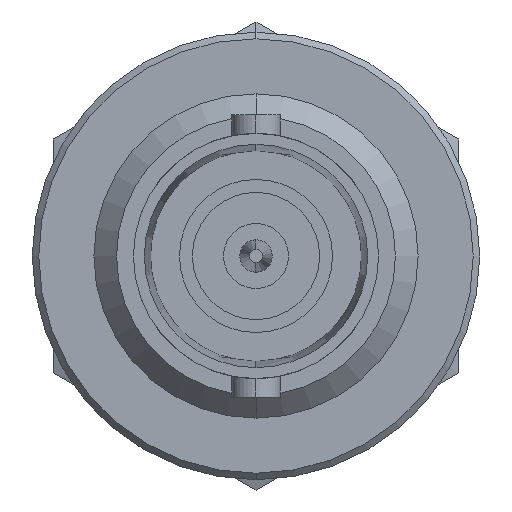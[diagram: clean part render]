
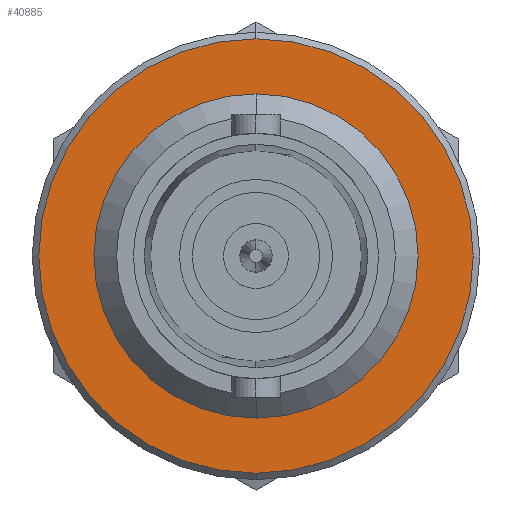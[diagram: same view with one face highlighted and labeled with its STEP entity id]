
A CAD part, left-side view. The second image highlights one B-rep face of the part: STEP entity #40885.
In plain terms, the highlighted planar face has unit normal (-1, 0, 0).
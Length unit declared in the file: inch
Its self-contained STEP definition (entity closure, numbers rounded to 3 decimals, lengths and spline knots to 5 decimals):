
#280 = ORIENTED_EDGE ( 'NONE', *, *, #36061, .T. ) ;
#294 = FACE_OUTER_BOUND ( 'NONE', #30433, .T. ) ;
#940 = CARTESIAN_POINT ( 'NONE',  ( 0.82873, 0., 0. ) ) ;
#946 = VERTEX_POINT ( 'NONE', #25779 ) ;
#1933 = EDGE_LOOP ( 'NONE', ( #15905, #23088 ) ) ;
#2220 = DIRECTION ( 'NONE',  ( -1., 0., 0. ) ) ;
#8714 = CARTESIAN_POINT ( 'NONE',  ( 0.82873, 0., 0. ) ) ;
#9892 = CARTESIAN_POINT ( 'NONE',  ( 0.82873, 0., 0. ) ) ;
#10094 = FACE_BOUND ( 'NONE', #1933, .T. ) ;
#10222 = EDGE_CURVE ( 'NONE', #28198, #946, #22989, .T. ) ;
#10746 = PLANE ( 'NONE',  #12163 ) ;
#10846 = ORIENTED_EDGE ( 'NONE', *, *, #10222, .T. ) ;
#12163 = AXIS2_PLACEMENT_3D ( 'NONE', #940, #40809, #24048 ) ;
#12342 = DIRECTION ( 'NONE',  ( 0., 0., 1. ) ) ;
#12870 = AXIS2_PLACEMENT_3D ( 'NONE', #8714, #2220, #41947 ) ;
#13204 = VERTEX_POINT ( 'NONE', #37716 ) ;
#15905 = ORIENTED_EDGE ( 'NONE', *, *, #26826, .F. ) ;
#16481 = AXIS2_PLACEMENT_3D ( 'NONE', #22049, #22330, #12342 ) ;
#19514 = CARTESIAN_POINT ( 'NONE',  ( 0.82873, 0., 0. ) ) ;
#22049 = CARTESIAN_POINT ( 'NONE',  ( 0.82873, 0., 0. ) ) ;
#22062 = CIRCLE ( 'NONE', #40921, 0.335 ) ;
#22330 = DIRECTION ( 'NONE',  ( -1., 0., 0. ) ) ;
#22989 = CIRCLE ( 'NONE', #38765, 0.335 ) ;
#23088 = ORIENTED_EDGE ( 'NONE', *, *, #28060, .F. ) ;
#23660 = CIRCLE ( 'NONE', #12870, 0.25 ) ;
#24048 = DIRECTION ( 'NONE',  ( 0., 0., 1. ) ) ;
#25779 = CARTESIAN_POINT ( 'NONE',  ( 0.82873, 0., 0.335 ) ) ;
#26390 = VERTEX_POINT ( 'NONE', #30025 ) ;
#26826 = EDGE_CURVE ( 'NONE', #13204, #26390, #39201, .T. ) ;
#28060 = EDGE_CURVE ( 'NONE', #26390, #13204, #23660, .T. ) ;
#28198 = VERTEX_POINT ( 'NONE', #38754 ) ;
#29849 = DIRECTION ( 'NONE',  ( 0., 0., 1. ) ) ;
#30025 = CARTESIAN_POINT ( 'NONE',  ( 0.82873, 0., 0.25 ) ) ;
#30433 = EDGE_LOOP ( 'NONE', ( #10846, #280 ) ) ;
#33118 = DIRECTION ( 'NONE',  ( 0., 0., 1. ) ) ;
#36061 = EDGE_CURVE ( 'NONE', #946, #28198, #22062, .T. ) ;
#37716 = CARTESIAN_POINT ( 'NONE',  ( 0.82873, 0., -0.25 ) ) ;
#38754 = CARTESIAN_POINT ( 'NONE',  ( 0.82873, 0., -0.335 ) ) ;
#38765 = AXIS2_PLACEMENT_3D ( 'NONE', #9892, #39519, #29849 ) ;
#39201 = CIRCLE ( 'NONE', #16481, 0.25 ) ;
#39519 = DIRECTION ( 'NONE',  ( -1., 0., 0. ) ) ;
#40809 = DIRECTION ( 'NONE',  ( -1., 0., 0. ) ) ;
#40885 = ADVANCED_FACE ( 'NONE', ( #294, #10094 ), #10746, .T. ) ;
#40921 = AXIS2_PLACEMENT_3D ( 'NONE', #19514, #42626, #33118 ) ;
#41947 = DIRECTION ( 'NONE',  ( 0., 0., 1. ) ) ;
#42626 = DIRECTION ( 'NONE',  ( -1., 0., 0. ) ) ;
